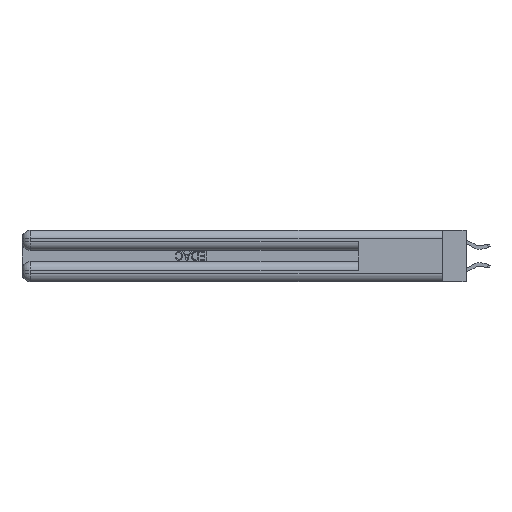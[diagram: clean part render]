
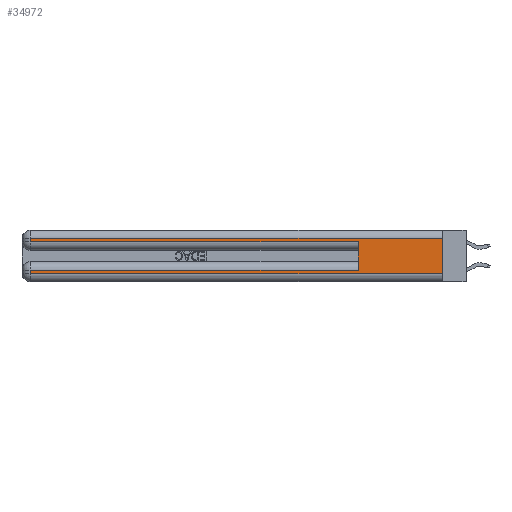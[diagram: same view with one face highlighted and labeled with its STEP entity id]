
A CAD part, left-side view. The second image highlights one B-rep face of the part: STEP entity #34972.
In plain terms, the highlighted planar face has unit normal (-1, 0, 0).
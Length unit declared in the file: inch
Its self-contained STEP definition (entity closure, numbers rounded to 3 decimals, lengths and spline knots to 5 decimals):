
#167 = VERTEX_POINT ( 'NONE', #34796 ) ;
#220 = EDGE_CURVE ( 'NONE', #34551, #8652, #33512, .T. ) ;
#499 = DIRECTION ( 'NONE',  ( 0., -1., 0. ) ) ;
#1817 = LINE ( 'NONE', #15451, #26482 ) ;
#2973 = EDGE_CURVE ( 'NONE', #8652, #24157, #6382, .T. ) ;
#3239 = ORIENTED_EDGE ( 'NONE', *, *, #3280, .F. ) ;
#3280 = EDGE_CURVE ( 'NONE', #34551, #10529, #1817, .T. ) ;
#3433 = EDGE_LOOP ( 'NONE', ( #34636, #18995, #5044, #25272, #3239, #32753, #18050, #15456 ) ) ;
#3555 = CARTESIAN_POINT ( 'NONE',  ( 0., 0., 0.06 ) ) ;
#4617 = AXIS2_PLACEMENT_3D ( 'NONE', #9202, #23215, #34894 ) ;
#4732 = CARTESIAN_POINT ( 'NONE',  ( 0., 0., 0.06 ) ) ;
#5044 = ORIENTED_EDGE ( 'NONE', *, *, #22819, .T. ) ;
#5585 = CARTESIAN_POINT ( 'NONE',  ( 0., 0., 0.37 ) ) ;
#5889 = VECTOR ( 'NONE', #20730, 39.37008 ) ;
#6382 = LINE ( 'NONE', #26129, #27042 ) ;
#6856 = DIRECTION ( 'NONE',  ( 0., 1., 0. ) ) ;
#6951 = DIRECTION ( 'NONE',  ( 0., -1., 0. ) ) ;
#7173 = CARTESIAN_POINT ( 'NONE',  ( 0., 2.94, 0.285 ) ) ;
#8274 = DIRECTION ( 'NONE',  ( 0., 0., -1. ) ) ;
#8652 = VERTEX_POINT ( 'NONE', #29709 ) ;
#9202 = CARTESIAN_POINT ( 'NONE',  ( 0., 0., 0.37 ) ) ;
#9723 = EDGE_CURVE ( 'NONE', #24157, #35051, #15032, .T. ) ;
#10529 = VERTEX_POINT ( 'NONE', #20659 ) ;
#12250 = FACE_OUTER_BOUND ( 'NONE', #3433, .T. ) ;
#12415 = CARTESIAN_POINT ( 'NONE',  ( 0., 0., 0.085 ) ) ;
#12444 = VERTEX_POINT ( 'NONE', #35343 ) ;
#12669 = LINE ( 'NONE', #12858, #20931 ) ;
#12858 = CARTESIAN_POINT ( 'NONE',  ( 0., 0., 0.31 ) ) ;
#13988 = EDGE_CURVE ( 'NONE', #12444, #167, #12669, .T. ) ;
#15032 = LINE ( 'NONE', #3555, #15752 ) ;
#15451 = CARTESIAN_POINT ( 'NONE',  ( 0., 0.6, 0.145 ) ) ;
#15456 = ORIENTED_EDGE ( 'NONE', *, *, #9723, .T. ) ;
#15752 = VECTOR ( 'NONE', #6951, 39.37008 ) ;
#18050 = ORIENTED_EDGE ( 'NONE', *, *, #2973, .T. ) ;
#18995 = ORIENTED_EDGE ( 'NONE', *, *, #13988, .T. ) ;
#19417 = VERTEX_POINT ( 'NONE', #7173 ) ;
#19541 = CARTESIAN_POINT ( 'NONE',  ( 0., 0., 0.285 ) ) ;
#19608 = LINE ( 'NONE', #5585, #26848 ) ;
#20550 = LINE ( 'NONE', #28270, #5889 ) ;
#20659 = CARTESIAN_POINT ( 'NONE',  ( 0., 0.6, 0.285 ) ) ;
#20730 = DIRECTION ( 'NONE',  ( 0., 0., -1. ) ) ;
#20845 = DIRECTION ( 'NONE',  ( 0., 0., 1. ) ) ;
#20931 = VECTOR ( 'NONE', #21122, 39.37008 ) ;
#21122 = DIRECTION ( 'NONE',  ( 0., 1., 0. ) ) ;
#21192 = VECTOR ( 'NONE', #6856, 39.37008 ) ;
#22819 = EDGE_CURVE ( 'NONE', #167, #19417, #20550, .T. ) ;
#23215 = DIRECTION ( 'NONE',  ( 1., 0., 0. ) ) ;
#24157 = VERTEX_POINT ( 'NONE', #24207 ) ;
#24207 = CARTESIAN_POINT ( 'NONE',  ( 0., 2.94, 0.06 ) ) ;
#24282 = EDGE_CURVE ( 'NONE', #19417, #10529, #33371, .T. ) ;
#24957 = VECTOR ( 'NONE', #499, 39.37008 ) ;
#25272 = ORIENTED_EDGE ( 'NONE', *, *, #24282, .T. ) ;
#26129 = CARTESIAN_POINT ( 'NONE',  ( 0., 2.94, 0.37 ) ) ;
#26482 = VECTOR ( 'NONE', #20845, 39.37008 ) ;
#26848 = VECTOR ( 'NONE', #8274, 39.37008 ) ;
#27042 = VECTOR ( 'NONE', #31179, 39.37008 ) ;
#28270 = CARTESIAN_POINT ( 'NONE',  ( 0., 2.94, 0.37 ) ) ;
#29709 = CARTESIAN_POINT ( 'NONE',  ( 0., 2.94, 0.085 ) ) ;
#31179 = DIRECTION ( 'NONE',  ( 0., 0., -1. ) ) ;
#31908 = CARTESIAN_POINT ( 'NONE',  ( 0., 0.6, 0.085 ) ) ;
#32098 = EDGE_CURVE ( 'NONE', #12444, #35051, #19608, .T. ) ;
#32753 = ORIENTED_EDGE ( 'NONE', *, *, #220, .T. ) ;
#33371 = LINE ( 'NONE', #19541, #24957 ) ;
#33512 = LINE ( 'NONE', #12415, #21192 ) ;
#33823 = PLANE ( 'NONE',  #4617 ) ;
#34551 = VERTEX_POINT ( 'NONE', #31908 ) ;
#34636 = ORIENTED_EDGE ( 'NONE', *, *, #32098, .F. ) ;
#34796 = CARTESIAN_POINT ( 'NONE',  ( 0., 2.94, 0.31 ) ) ;
#34894 = DIRECTION ( 'NONE',  ( 0., 0., -1. ) ) ;
#34972 = ADVANCED_FACE ( 'NONE', ( #12250 ), #33823, .F. ) ;
#35051 = VERTEX_POINT ( 'NONE', #4732 ) ;
#35343 = CARTESIAN_POINT ( 'NONE',  ( 0., 0., 0.31 ) ) ;
